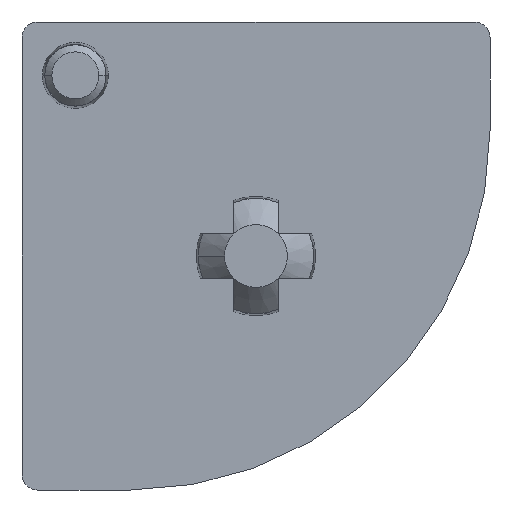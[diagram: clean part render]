
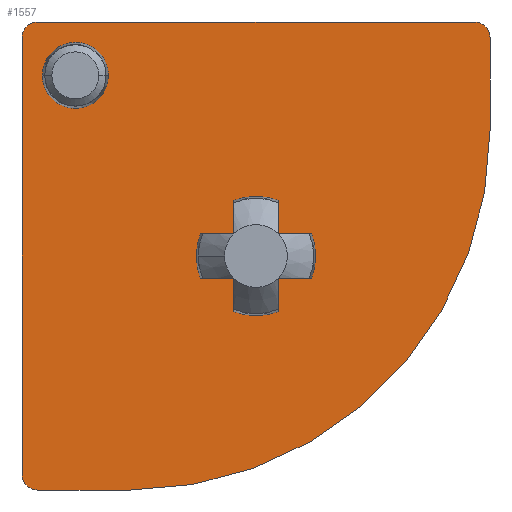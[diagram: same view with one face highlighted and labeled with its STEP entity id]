
A CAD part, front view. The second image highlights one B-rep face of the part: STEP entity #1557.
In plain terms, the highlighted planar face has unit normal (0, -1, 0).
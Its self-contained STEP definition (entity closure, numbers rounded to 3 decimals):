
#329=CARTESIAN_POINT('',(1.,0.,-1.));
#330=DIRECTION('',(0.,-1.,0.));
#331=DIRECTION('',(0.,0.,1.));
#332=AXIS2_PLACEMENT_3D('',#329,#330,#331);
#338=DIRECTION('',(1.,0.,0.));
#339=VECTOR('',#338,27.8);
#340=CARTESIAN_POINT('',(1.,0.,0.));
#341=LINE('',#340,#339);
#345=CARTESIAN_POINT('',(28.8,0.,-1.));
#346=DIRECTION('',(0.,-1.,0.));
#347=DIRECTION('',(1.,0.,0.));
#348=AXIS2_PLACEMENT_3D('',#345,#346,#347);
#353=DIRECTION('',(0.,0.,-1.));
#354=VECTOR('',#353,5.9);
#355=CARTESIAN_POINT('',(29.8,0.,-1.));
#356=LINE('',#355,#354);
#360=CARTESIAN_POINT('',(6.9,0.,-6.9));
#361=DIRECTION('',(0.,1.,0.));
#362=DIRECTION('',(1.,0.,0.));
#363=AXIS2_PLACEMENT_3D('',#360,#361,#362);
#368=DIRECTION('',(-1.,0.,0.));
#369=VECTOR('',#368,5.9);
#370=CARTESIAN_POINT('',(6.9,0.,-29.8));
#371=LINE('',#370,#369);
#375=CARTESIAN_POINT('',(1.,0.,-28.8));
#376=DIRECTION('',(0.,-1.,0.));
#377=DIRECTION('',(-1.,0.,0.));
#378=AXIS2_PLACEMENT_3D('',#375,#376,#377);
#383=DIRECTION('',(0.,0.,1.));
#384=VECTOR('',#383,27.8);
#385=CARTESIAN_POINT('',(0.,0.,-28.8));
#386=LINE('',#385,#384);
#390=DIRECTION('',(-1.,0.,0.));
#391=VECTOR('',#390,2.113);
#392=CARTESIAN_POINT('',(13.486,0.,-16.314));
#393=LINE('',#392,#391);
#397=DIRECTION('',(0.,0.,1.));
#398=VECTOR('',#397,2.113);
#399=CARTESIAN_POINT('',(13.486,0.,-18.427));
#400=LINE('',#399,#398);
#404=CARTESIAN_POINT('',(14.9,0.,-14.9));
#405=DIRECTION('',(0.,-1.,0.));
#406=DIRECTION('',(-0.372,0.,-0.928));
#407=AXIS2_PLACEMENT_3D('',#404,#405,#406);
#412=DIRECTION('',(0.,0.,-1.));
#413=VECTOR('',#412,2.113);
#414=CARTESIAN_POINT('',(16.314,0.,-16.314));
#415=LINE('',#414,#413);
#419=DIRECTION('',(-1.,0.,0.));
#420=VECTOR('',#419,2.113);
#421=CARTESIAN_POINT('',(18.427,0.,-16.314));
#422=LINE('',#421,#420);
#426=DIRECTION('',(1.,0.,0.));
#427=VECTOR('',#426,2.113);
#428=CARTESIAN_POINT('',(16.314,0.,-13.486));
#429=LINE('',#428,#427);
#433=DIRECTION('',(0.,0.,-1.));
#434=VECTOR('',#433,2.113);
#435=CARTESIAN_POINT('',(16.314,0.,-11.373));
#436=LINE('',#435,#434);
#440=CARTESIAN_POINT('',(14.9,0.,-14.9));
#441=DIRECTION('',(0.,-1.,0.));
#442=DIRECTION('',(0.372,0.,0.928));
#443=AXIS2_PLACEMENT_3D('',#440,#441,#442);
#448=DIRECTION('',(0.,0.,1.));
#449=VECTOR('',#448,2.113);
#450=CARTESIAN_POINT('',(13.486,0.,-13.486));
#451=LINE('',#450,#449);
#455=DIRECTION('',(1.,0.,0.));
#456=VECTOR('',#455,2.113);
#457=CARTESIAN_POINT('',(11.373,0.,-13.486));
#458=LINE('',#457,#456);
#462=CARTESIAN_POINT('',(3.4,0.,-3.4));
#463=DIRECTION('',(0.,-1.,0.));
#464=DIRECTION('',(-1.,0.,0.));
#465=AXIS2_PLACEMENT_3D('',#462,#463,#464);
#470=CARTESIAN_POINT('',(3.4,0.,-3.4));
#471=DIRECTION('',(0.,-1.,0.));
#472=DIRECTION('',(1.,0.,0.));
#473=AXIS2_PLACEMENT_3D('',#470,#471,#472);
#1015=CARTESIAN_POINT('',(16.314,0.,-18.427));
#1023=CARTESIAN_POINT('',(13.486,0.,-18.427));
#1039=CARTESIAN_POINT('',(16.314,0.,-11.373));
#1055=CARTESIAN_POINT('',(13.486,0.,-11.373));
#1063=CARTESIAN_POINT('',(14.9,0.,-14.9));
#1064=DIRECTION('',(0.,1.,0.));
#1065=DIRECTION('',(0.928,0.,0.372));
#1066=AXIS2_PLACEMENT_3D('',#1063,#1064,#1065);
#1071=CARTESIAN_POINT('',(18.427,0.,-16.314));
#1079=CARTESIAN_POINT('',(18.427,0.,-13.486));
#1103=CARTESIAN_POINT('',(11.373,0.,-16.314));
#1111=CARTESIAN_POINT('',(14.9,0.,-14.9));
#1112=DIRECTION('',(0.,1.,0.));
#1113=DIRECTION('',(-0.928,0.,-0.372));
#1114=AXIS2_PLACEMENT_3D('',#1111,#1112,#1113);
#1119=CARTESIAN_POINT('',(11.373,0.,-13.486));
#1394=CARTESIAN_POINT('',(1.,0.,0.));
#1395=CARTESIAN_POINT('',(0.,0.,-1.));
#1396=VERTEX_POINT('',#1394);
#1397=VERTEX_POINT('',#1395);
#1398=CARTESIAN_POINT('',(28.8,0.,0.));
#1399=VERTEX_POINT('',#1398);
#1400=CARTESIAN_POINT('',(0.,0.,-28.8));
#1401=VERTEX_POINT('',#1400);
#1442=CARTESIAN_POINT('',(29.8,0.,-6.9));
#1443=CARTESIAN_POINT('',(6.9,0.,-29.8));
#1444=VERTEX_POINT('',#1442);
#1445=VERTEX_POINT('',#1443);
#1446=CARTESIAN_POINT('',(29.8,0.,-1.));
#1447=VERTEX_POINT('',#1446);
#1448=CARTESIAN_POINT('',(1.,0.,-29.8));
#1449=VERTEX_POINT('',#1448);
#1468=CARTESIAN_POINT('',(16.314,0.,-13.486));
#1469=VERTEX_POINT('',#1468);
#1470=CARTESIAN_POINT('',(16.314,0.,-16.314));
#1471=VERTEX_POINT('',#1470);
#1472=CARTESIAN_POINT('',(13.486,0.,-13.486));
#1473=VERTEX_POINT('',#1472);
#1474=CARTESIAN_POINT('',(13.486,0.,-16.314));
#1475=VERTEX_POINT('',#1474);
#1480=CARTESIAN_POINT('',(1.3,0.,-3.4));
#1481=VERTEX_POINT('',#1480);
#1482=CARTESIAN_POINT('',(5.5,0.,-3.4));
#1483=VERTEX_POINT('',#1482);
#1486=VERTEX_POINT('',#1039);
#1488=VERTEX_POINT('',#1079);
#1490=VERTEX_POINT('',#1119);
#1492=VERTEX_POINT('',#1055);
#1494=VERTEX_POINT('',#1071);
#1496=VERTEX_POINT('',#1015);
#1498=VERTEX_POINT('',#1023);
#1500=VERTEX_POINT('',#1103);
#1502=CARTESIAN_POINT('',(0.,0.,0.));
#1503=DIRECTION('',(0.,1.,0.));
#1504=DIRECTION('',(1.,0.,0.));
#1505=AXIS2_PLACEMENT_3D('',#1502,#1503,#1504);
#1506=PLANE('',#1505);
#1508=ORIENTED_EDGE('',*,*,#1507,.F.);
#1510=ORIENTED_EDGE('',*,*,#1509,.T.);
#1512=ORIENTED_EDGE('',*,*,#1511,.F.);
#1514=ORIENTED_EDGE('',*,*,#1513,.T.);
#1516=ORIENTED_EDGE('',*,*,#1515,.T.);
#1518=ORIENTED_EDGE('',*,*,#1517,.T.);
#1520=ORIENTED_EDGE('',*,*,#1519,.F.);
#1522=ORIENTED_EDGE('',*,*,#1521,.T.);
#1523=EDGE_LOOP('',(#1508,#1510,#1512,#1514,#1516,#1518,#1520,#1522));
#1524=FACE_OUTER_BOUND('',#1523,.F.);
#1526=ORIENTED_EDGE('',*,*,#1525,.F.);
#1528=ORIENTED_EDGE('',*,*,#1527,.F.);
#1530=ORIENTED_EDGE('',*,*,#1529,.F.);
#1532=ORIENTED_EDGE('',*,*,#1531,.T.);
#1534=ORIENTED_EDGE('',*,*,#1533,.F.);
#1536=ORIENTED_EDGE('',*,*,#1535,.F.);
#1538=ORIENTED_EDGE('',*,*,#1537,.F.);
#1540=ORIENTED_EDGE('',*,*,#1539,.F.);
#1542=ORIENTED_EDGE('',*,*,#1541,.F.);
#1544=ORIENTED_EDGE('',*,*,#1543,.T.);
#1546=ORIENTED_EDGE('',*,*,#1545,.F.);
#1548=ORIENTED_EDGE('',*,*,#1547,.F.);
#1549=EDGE_LOOP('',(#1526,#1528,#1530,#1532,#1534,#1536,#1538,#1540,#1542,#1544,
#1546,#1548));
#1550=FACE_BOUND('',#1549,.F.);
#1552=ORIENTED_EDGE('',*,*,#1551,.T.);
#1554=ORIENTED_EDGE('',*,*,#1553,.T.);
#1555=EDGE_LOOP('',(#1552,#1554));
#1556=FACE_BOUND('',#1555,.F.);
#333=CIRCLE('',#332,1.);
#349=CIRCLE('',#348,1.);
#364=CIRCLE('',#363,22.9);
#379=CIRCLE('',#378,1.);
#408=CIRCLE('',#407,3.8);
#444=CIRCLE('',#443,3.8);
#466=CIRCLE('',#465,2.1);
#474=CIRCLE('',#473,2.1);
#1067=CIRCLE('',#1066,3.8);
#1115=CIRCLE('',#1114,3.8);
#1507=EDGE_CURVE('',#1396,#1397,#333,.T.);
#1509=EDGE_CURVE('',#1396,#1399,#341,.T.);
#1511=EDGE_CURVE('',#1447,#1399,#349,.T.);
#1513=EDGE_CURVE('',#1447,#1444,#356,.T.);
#1515=EDGE_CURVE('',#1444,#1445,#364,.T.);
#1517=EDGE_CURVE('',#1445,#1449,#371,.T.);
#1519=EDGE_CURVE('',#1401,#1449,#379,.T.);
#1521=EDGE_CURVE('',#1401,#1397,#386,.T.);
#1525=EDGE_CURVE('',#1500,#1490,#1115,.T.);
#1527=EDGE_CURVE('',#1475,#1500,#393,.T.);
#1529=EDGE_CURVE('',#1498,#1475,#400,.T.);
#1531=EDGE_CURVE('',#1498,#1496,#408,.T.);
#1533=EDGE_CURVE('',#1471,#1496,#415,.T.);
#1535=EDGE_CURVE('',#1494,#1471,#422,.T.);
#1537=EDGE_CURVE('',#1488,#1494,#1067,.T.);
#1539=EDGE_CURVE('',#1469,#1488,#429,.T.);
#1541=EDGE_CURVE('',#1486,#1469,#436,.T.);
#1543=EDGE_CURVE('',#1486,#1492,#444,.T.);
#1545=EDGE_CURVE('',#1473,#1492,#451,.T.);
#1547=EDGE_CURVE('',#1490,#1473,#458,.T.);
#1551=EDGE_CURVE('',#1481,#1483,#466,.T.);
#1553=EDGE_CURVE('',#1483,#1481,#474,.T.);
#1557=ADVANCED_FACE('',(#1524,#1550,#1556),#1506,.F.);
